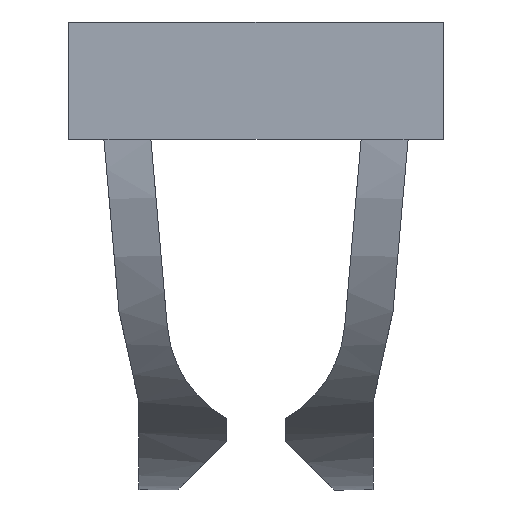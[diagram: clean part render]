
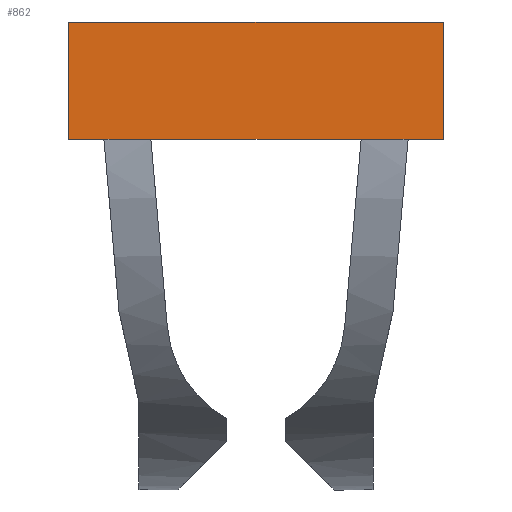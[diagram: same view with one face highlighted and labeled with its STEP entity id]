
A CAD part, front view. The second image highlights one B-rep face of the part: STEP entity #862.
In plain terms, the highlighted planar face has unit normal (0, -1, 0).
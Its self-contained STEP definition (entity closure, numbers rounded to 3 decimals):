
#845=AXIS2_PLACEMENT_3D('Plane Axis2P3D',#842,#843,#844) ;
#51=CARTESIAN_POINT('Vertex',(3.2,0.,3.)) ;
#54=CARTESIAN_POINT('Line Origine',(3.05,0.,3.)) ;
#58=CARTESIAN_POINT('Vertex',(2.9,0.,3.)) ;
#79=CARTESIAN_POINT('Vertex',(0.702,0.,3.)) ;
#93=CARTESIAN_POINT('Vertex',(2.498,0.,3.)) ;
#96=CARTESIAN_POINT('Line Origine',(1.6,0.,3.)) ;
#108=CARTESIAN_POINT('Line Origine',(0.15,0.,3.)) ;
#112=CARTESIAN_POINT('Vertex',(0.,0.,3.)) ;
#114=CARTESIAN_POINT('Vertex',(0.3,0.,3.)) ;
#148=CARTESIAN_POINT('Line Origine',(1.6,0.,4.)) ;
#152=CARTESIAN_POINT('Vertex',(3.2,0.,4.)) ;
#154=CARTESIAN_POINT('Vertex',(0.,0.,4.)) ;
#193=CARTESIAN_POINT('Line Origine',(3.2,0.,3.5)) ;
#210=CARTESIAN_POINT('Line Origine',(0.,0.,3.5)) ;
#622=CARTESIAN_POINT('Line Origine',(1.6,0.,3.)) ;
#842=CARTESIAN_POINT('Axis2P3D Location',(1.6,0.,4.)) ;
#847=CARTESIAN_POINT('Line Origine',(2.699,0.,3.)) ;
#55=DIRECTION('Vector Direction',(-1.,0.,0.)) ;
#97=DIRECTION('Vector Direction',(1.,0.,0.)) ;
#109=DIRECTION('Vector Direction',(-1.,0.,0.)) ;
#149=DIRECTION('Vector Direction',(-1.,0.,0.)) ;
#194=DIRECTION('Vector Direction',(0.,0.,-1.)) ;
#211=DIRECTION('Vector Direction',(0.,0.,-1.)) ;
#623=DIRECTION('Vector Direction',(-1.,0.,0.)) ;
#843=DIRECTION('Axis2P3D Direction',(0.,-1.,0.)) ;
#844=DIRECTION('Axis2P3D XDirection',(1.,0.,0.)) ;
#848=DIRECTION('Vector Direction',(-1.,0.,0.)) ;
#56=VECTOR('Line Direction',#55,1.) ;
#98=VECTOR('Line Direction',#97,1.) ;
#110=VECTOR('Line Direction',#109,1.) ;
#150=VECTOR('Line Direction',#149,1.) ;
#195=VECTOR('Line Direction',#194,1.) ;
#212=VECTOR('Line Direction',#211,1.) ;
#624=VECTOR('Line Direction',#623,1.) ;
#849=VECTOR('Line Direction',#848,1.) ;
#853=ORIENTED_EDGE('',*,*,#60,.T.) ;
#854=ORIENTED_EDGE('',*,*,#197,.F.) ;
#855=ORIENTED_EDGE('',*,*,#156,.T.) ;
#856=ORIENTED_EDGE('',*,*,#214,.T.) ;
#857=ORIENTED_EDGE('',*,*,#116,.T.) ;
#858=ORIENTED_EDGE('',*,*,#626,.T.) ;
#859=ORIENTED_EDGE('',*,*,#100,.T.) ;
#860=ORIENTED_EDGE('',*,*,#851,.T.) ;
#862=ADVANCED_FACE('S3D gedreht',(#861),#846,.T.) ;
#60=EDGE_CURVE('',#59,#52,#57,.F.) ;
#100=EDGE_CURVE('',#80,#94,#99,.T.) ;
#116=EDGE_CURVE('',#113,#115,#111,.F.) ;
#156=EDGE_CURVE('',#153,#155,#151,.T.) ;
#197=EDGE_CURVE('',#153,#52,#196,.T.) ;
#214=EDGE_CURVE('',#155,#113,#213,.T.) ;
#626=EDGE_CURVE('',#115,#80,#625,.F.) ;
#851=EDGE_CURVE('',#94,#59,#850,.F.) ;
#852=EDGE_LOOP('',(#853,#854,#855,#856,#857,#858,#859,#860)) ;
#861=FACE_OUTER_BOUND('',#852,.T.) ;
#57=LINE('Line',#54,#56) ;
#99=LINE('Line',#96,#98) ;
#111=LINE('Line',#108,#110) ;
#151=LINE('Line',#148,#150) ;
#196=LINE('Line',#193,#195) ;
#213=LINE('Line',#210,#212) ;
#625=LINE('Line',#622,#624) ;
#850=LINE('Line',#847,#849) ;
#846=PLANE('',#845) ;
#52=VERTEX_POINT('',#51) ;
#59=VERTEX_POINT('',#58) ;
#80=VERTEX_POINT('',#79) ;
#94=VERTEX_POINT('',#93) ;
#113=VERTEX_POINT('',#112) ;
#115=VERTEX_POINT('',#114) ;
#153=VERTEX_POINT('',#152) ;
#155=VERTEX_POINT('',#154) ;
